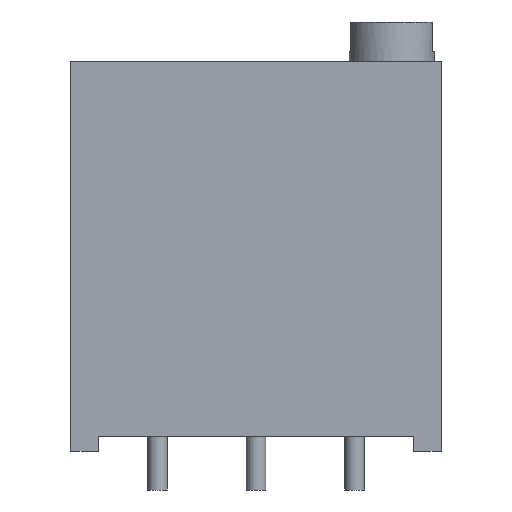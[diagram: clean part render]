
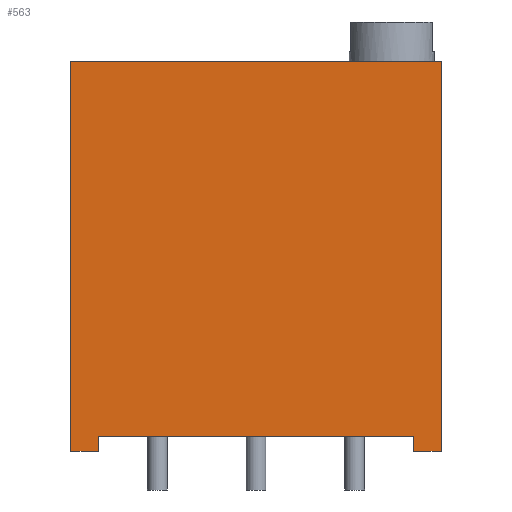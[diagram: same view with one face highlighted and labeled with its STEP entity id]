
A CAD part, front view. The second image highlights one B-rep face of the part: STEP entity #563.
In plain terms, the highlighted planar face has unit normal (0, -1, 0).
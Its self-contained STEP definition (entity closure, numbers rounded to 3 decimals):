
#125 = EDGE_CURVE('',#126,#128,#130,.T.);
#126 = VERTEX_POINT('',#127);
#127 = CARTESIAN_POINT('',(0.195,1.58,21.03));
#128 = VERTEX_POINT('',#129);
#129 = CARTESIAN_POINT('',(9.725,1.58,21.03));
#130 = LINE('',#131,#132);
#131 = CARTESIAN_POINT('',(0.195,1.58,21.03));
#132 = VECTOR('',#133,1.);
#133 = DIRECTION('',(1.,0.,0.));
#273 = VERTEX_POINT('',#274);
#274 = CARTESIAN_POINT('',(0.195,1.58,11.));
#280 = EDGE_CURVE('',#126,#273,#281,.T.);
#281 = LINE('',#282,#283);
#282 = CARTESIAN_POINT('',(0.195,1.58,12.));
#283 = VECTOR('',#284,1.);
#284 = DIRECTION('',(0.,0.,-1.));
#321 = VERTEX_POINT('',#322);
#322 = CARTESIAN_POINT('',(0.895,1.58,11.));
#337 = VERTEX_POINT('',#338);
#338 = CARTESIAN_POINT('',(0.895,1.58,11.38));
#344 = EDGE_CURVE('',#337,#321,#345,.T.);
#345 = LINE('',#346,#347);
#346 = CARTESIAN_POINT('',(0.895,1.58,12.));
#347 = VECTOR('',#348,1.);
#348 = DIRECTION('',(0.,0.,-1.));
#358 = EDGE_CURVE('',#337,#359,#361,.T.);
#359 = VERTEX_POINT('',#360);
#360 = CARTESIAN_POINT('',(9.025,1.58,11.38));
#361 = LINE('',#362,#363);
#362 = CARTESIAN_POINT('',(0.195,1.58,11.38));
#363 = VECTOR('',#364,1.);
#364 = DIRECTION('',(1.,0.,0.));
#418 = VERTEX_POINT('',#419);
#419 = CARTESIAN_POINT('',(9.025,1.58,11.));
#441 = EDGE_CURVE('',#359,#418,#442,.T.);
#442 = LINE('',#443,#444);
#443 = CARTESIAN_POINT('',(9.025,1.58,12.));
#444 = VECTOR('',#445,1.);
#445 = DIRECTION('',(0.,0.,-1.));
#495 = EDGE_CURVE('',#128,#496,#498,.T.);
#496 = VERTEX_POINT('',#497);
#497 = CARTESIAN_POINT('',(9.725,1.58,11.));
#498 = LINE('',#499,#500);
#499 = CARTESIAN_POINT('',(9.725,1.58,12.));
#500 = VECTOR('',#501,1.);
#501 = DIRECTION('',(0.,0.,-1.));
#563 = ADVANCED_FACE('',(#564),#584,.T.);
#564 = FACE_BOUND('',#565,.T.);
#565 = EDGE_LOOP('',(#566,#567,#568,#574,#575,#576,#577,#583));
#566 = ORIENTED_EDGE('',*,*,#125,.F.);
#567 = ORIENTED_EDGE('',*,*,#280,.T.);
#568 = ORIENTED_EDGE('',*,*,#569,.T.);
#569 = EDGE_CURVE('',#273,#321,#570,.T.);
#570 = LINE('',#571,#572);
#571 = CARTESIAN_POINT('',(0.195,1.58,11.));
#572 = VECTOR('',#573,1.);
#573 = DIRECTION('',(1.,0.,0.));
#574 = ORIENTED_EDGE('',*,*,#344,.F.);
#575 = ORIENTED_EDGE('',*,*,#358,.T.);
#576 = ORIENTED_EDGE('',*,*,#441,.T.);
#577 = ORIENTED_EDGE('',*,*,#578,.T.);
#578 = EDGE_CURVE('',#418,#496,#579,.T.);
#579 = LINE('',#580,#581);
#580 = CARTESIAN_POINT('',(9.025,1.58,11.));
#581 = VECTOR('',#582,1.);
#582 = DIRECTION('',(1.,0.,0.));
#583 = ORIENTED_EDGE('',*,*,#495,.F.);
#584 = PLANE('',#585);
#585 = AXIS2_PLACEMENT_3D('',#586,#587,#588);
#586 = CARTESIAN_POINT('',(4.96,1.58,16.001));
#587 = DIRECTION('',(0.,-1.,0.));
#588 = DIRECTION('',(1.,0.,0.));
